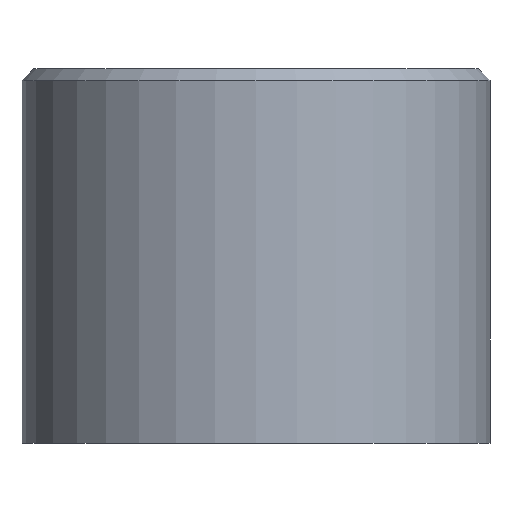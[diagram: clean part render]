
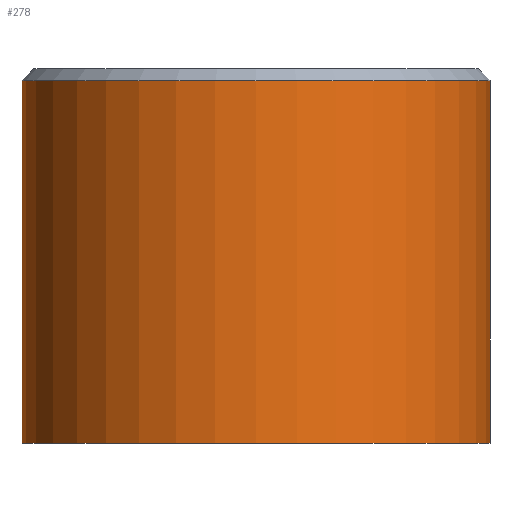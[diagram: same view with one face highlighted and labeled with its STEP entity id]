
A CAD part, front view. The second image highlights one B-rep face of the part: STEP entity #278.
In plain terms, the highlighted cylindrical face has radius 10 mm (diameter 20 mm), a partial arc.
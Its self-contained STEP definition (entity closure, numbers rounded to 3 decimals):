
#9 = CARTESIAN_POINT ( 'NONE',  ( 10., 0., -0.5 ) ) ;
#23 = DIRECTION ( 'NONE',  ( 0., 0., 1. ) ) ;
#25 = CARTESIAN_POINT ( 'NONE',  ( 0., 0., -16. ) ) ;
#46 = VERTEX_POINT ( 'NONE', #127 ) ;
#48 = ORIENTED_EDGE ( 'NONE', *, *, #273, .T. ) ;
#57 = VERTEX_POINT ( 'NONE', #137 ) ;
#63 = CARTESIAN_POINT ( 'NONE',  ( 0., 0., -16. ) ) ;
#67 = DIRECTION ( 'NONE',  ( 0., 0., 1. ) ) ;
#81 = CARTESIAN_POINT ( 'NONE',  ( -10., 0., -16. ) ) ;
#82 = LINE ( 'NONE', #144, #310 ) ;
#87 = CARTESIAN_POINT ( 'NONE',  ( 0., 0., -0.5 ) ) ;
#96 = ORIENTED_EDGE ( 'NONE', *, *, #235, .T. ) ;
#101 = EDGE_LOOP ( 'NONE', ( #114, #96, #48, #119 ) ) ;
#102 = DIRECTION ( 'NONE',  ( 0., 0., 1. ) ) ;
#103 = DIRECTION ( 'NONE',  ( 1., 0., 0. ) ) ;
#105 = DIRECTION ( 'NONE',  ( 0., 0., 1. ) ) ;
#110 = VERTEX_POINT ( 'NONE', #81 ) ;
#114 = ORIENTED_EDGE ( 'NONE', *, *, #265, .F. ) ;
#117 = VERTEX_POINT ( 'NONE', #9 ) ;
#119 = ORIENTED_EDGE ( 'NONE', *, *, #279, .T. ) ;
#120 = CARTESIAN_POINT ( 'NONE',  ( 10., 0., -16. ) ) ;
#122 = LINE ( 'NONE', #120, #304 ) ;
#127 = CARTESIAN_POINT ( 'NONE',  ( 10., 0., -16. ) ) ;
#137 = CARTESIAN_POINT ( 'NONE',  ( -10., 0., -0.5 ) ) ;
#144 = CARTESIAN_POINT ( 'NONE',  ( -10., 0., -16. ) ) ;
#145 = DIRECTION ( 'NONE',  ( 1., 0., 0. ) ) ;
#159 = DIRECTION ( 'NONE',  ( 0., 0., -1. ) ) ;
#234 = DIRECTION ( 'NONE',  ( 1., 0., 0. ) ) ;
#235 = EDGE_CURVE ( 'NONE', #110, #46, #256, .T. ) ;
#249 = CIRCLE ( 'NONE', #325, 10. ) ;
#256 = CIRCLE ( 'NONE', #334, 10. ) ;
#265 = EDGE_CURVE ( 'NONE', #110, #57, #82, .T. ) ;
#273 = EDGE_CURVE ( 'NONE', #46, #117, #122, .T. ) ;
#278 = ADVANCED_FACE ( 'NONE', ( #313 ), #330, .T. ) ;
#279 = EDGE_CURVE ( 'NONE', #117, #57, #249, .T. ) ;
#302 = AXIS2_PLACEMENT_3D ( 'NONE', #25, #105, #103 ) ;
#304 = VECTOR ( 'NONE', #102, 1000. ) ;
#310 = VECTOR ( 'NONE', #23, 1000. ) ;
#313 = FACE_OUTER_BOUND ( 'NONE', #101, .T. ) ;
#325 = AXIS2_PLACEMENT_3D ( 'NONE', #87, #159, #234 ) ;
#330 = CYLINDRICAL_SURFACE ( 'NONE', #302, 10. ) ;
#334 = AXIS2_PLACEMENT_3D ( 'NONE', #63, #67, #145 ) ;
